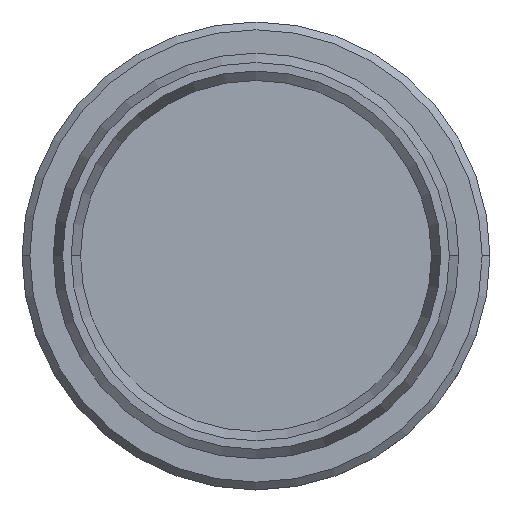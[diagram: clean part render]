
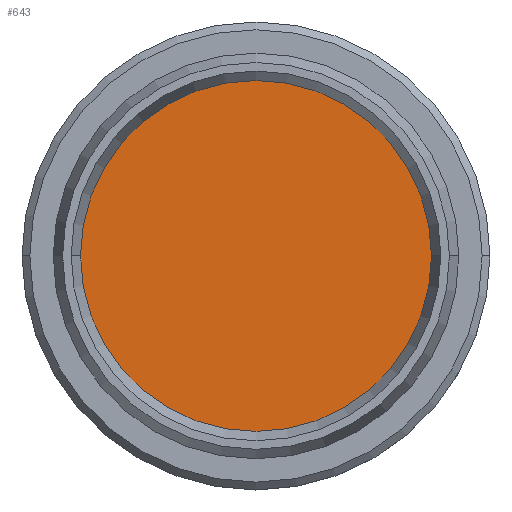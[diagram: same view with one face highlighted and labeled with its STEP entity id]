
A CAD part, top view. The second image highlights one B-rep face of the part: STEP entity #643.
In plain terms, the highlighted planar face has unit normal (0, 0, 1).
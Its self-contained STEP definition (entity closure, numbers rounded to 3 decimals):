
#4 = DIRECTION ( 'NONE',  ( 0., 0., -1. ) ) ;
#10 = DIRECTION ( 'NONE',  ( 0., 0., -1. ) ) ;
#77 = CARTESIAN_POINT ( 'NONE',  ( 44.5, 19.5, 38. ) ) ;
#105 = CIRCLE ( 'NONE', #157, 22.5 ) ;
#132 = VERTEX_POINT ( 'NONE', #583 ) ;
#150 = ORIENTED_EDGE ( 'NONE', *, *, #217, .F. ) ;
#154 = ORIENTED_EDGE ( 'NONE', *, *, #357, .F. ) ;
#157 = AXIS2_PLACEMENT_3D ( 'NONE', #317, #10, #584 ) ;
#182 = AXIS2_PLACEMENT_3D ( 'NONE', #385, #186, #236 ) ;
#186 = DIRECTION ( 'NONE',  ( 0., 0., 1. ) ) ;
#217 = EDGE_CURVE ( 'NONE', #472, #132, #362, .T. ) ;
#236 = DIRECTION ( 'NONE',  ( 1., 0., 0. ) ) ;
#312 = CARTESIAN_POINT ( 'NONE',  ( 22., 19.5, 38. ) ) ;
#317 = CARTESIAN_POINT ( 'NONE',  ( 22., 19.5, 38. ) ) ;
#320 = AXIS2_PLACEMENT_3D ( 'NONE', #312, #4, #569 ) ;
#336 = PLANE ( 'NONE',  #182 ) ;
#357 = EDGE_CURVE ( 'NONE', #132, #472, #105, .T. ) ;
#362 = CIRCLE ( 'NONE', #320, 22.5 ) ;
#373 = FACE_OUTER_BOUND ( 'NONE', #619, .T. ) ;
#385 = CARTESIAN_POINT ( 'NONE',  ( 22., 19.5, 38. ) ) ;
#472 = VERTEX_POINT ( 'NONE', #77 ) ;
#569 = DIRECTION ( 'NONE',  ( 1., 0., 0. ) ) ;
#583 = CARTESIAN_POINT ( 'NONE',  ( -0.5, 19.5, 38. ) ) ;
#584 = DIRECTION ( 'NONE',  ( 1., 0., 0. ) ) ;
#619 = EDGE_LOOP ( 'NONE', ( #150, #154 ) ) ;
#643 = ADVANCED_FACE ( 'NONE', ( #373 ), #336, .T. ) ;
